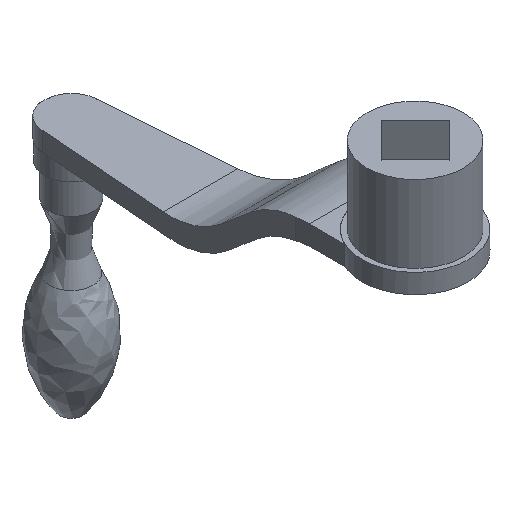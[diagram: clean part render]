
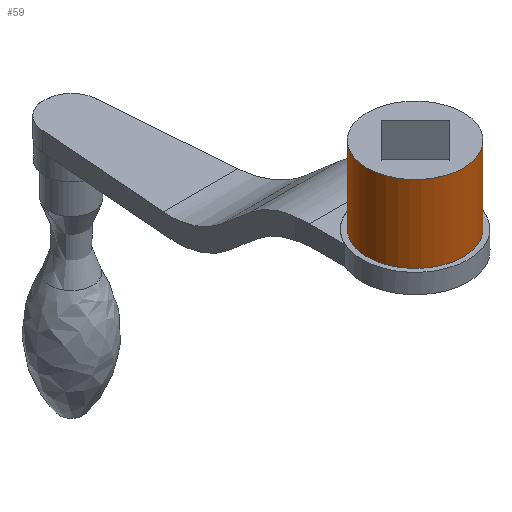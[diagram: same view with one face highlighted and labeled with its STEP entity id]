
A CAD part, isometric view. The second image highlights one B-rep face of the part: STEP entity #59.
In plain terms, the highlighted cylindrical face has radius 14 mm (diameter 28 mm), a full revolution.
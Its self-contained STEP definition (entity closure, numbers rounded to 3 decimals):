
#59 = ADVANCED_FACE( '', ( #143, #144 ), #145, .T. );
#143 = FACE_OUTER_BOUND( '', #261, .T. );
#144 = FACE_OUTER_BOUND( '', #262, .T. );
#145 = CYLINDRICAL_SURFACE( '', #263, 14. );
#261 = EDGE_LOOP( '', ( #412 ) );
#262 = EDGE_LOOP( '', ( #413 ) );
#263 = AXIS2_PLACEMENT_3D( '', #414, #415, #416 );
#412 = ORIENTED_EDGE( '', *, *, #689, .F. );
#413 = ORIENTED_EDGE( '', *, *, #690, .T. );
#414 = CARTESIAN_POINT( '', ( 0., 0., -28.001 ) );
#415 = DIRECTION( '', ( 0., 0., 1. ) );
#416 = DIRECTION( '', ( -1., 0., 0. ) );
#689 = EDGE_CURVE( '', #802, #802, #803, .T. );
#690 = EDGE_CURVE( '', #804, #804, #805, .T. );
#802 = VERTEX_POINT( '', #965 );
#803 = CIRCLE( '', #966, 14. );
#804 = VERTEX_POINT( '', #967 );
#805 = CIRCLE( '', #968, 14. );
#965 = CARTESIAN_POINT( '', ( -14., 0., -22.373 ) );
#966 = AXIS2_PLACEMENT_3D( '', #1172, #1173, #1174 );
#967 = CARTESIAN_POINT( '', ( -14., 0., 0. ) );
#968 = AXIS2_PLACEMENT_3D( '', #1175, #1176, #1177 );
#1172 = CARTESIAN_POINT( '', ( 0., 0., -22.373 ) );
#1173 = DIRECTION( '', ( 0., 0., -1. ) );
#1174 = DIRECTION( '', ( -1., 0., 0. ) );
#1175 = CARTESIAN_POINT( '', ( 0., 0., 0. ) );
#1176 = DIRECTION( '', ( 0., 0., -1. ) );
#1177 = DIRECTION( '', ( -1., 0., 0. ) );
